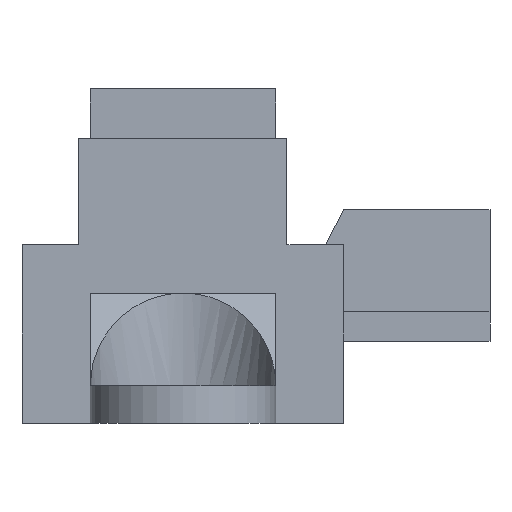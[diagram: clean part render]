
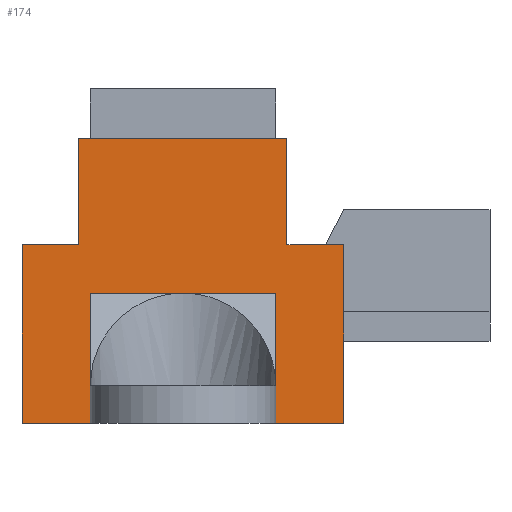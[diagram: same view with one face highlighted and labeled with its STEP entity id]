
A CAD part, left-side view. The second image highlights one B-rep face of the part: STEP entity #174.
In plain terms, the highlighted free-form (B-spline) face has degree [1, 1] with [2, 2] control points.
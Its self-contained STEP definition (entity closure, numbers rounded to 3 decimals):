
#174 = ADVANCED_FACE('',(#175),#268,.T.);
#175 = FACE_BOUND('',#176,.T.);
#176 = EDGE_LOOP('',(#177,#186,#193,#200,#207,#214,#221,#228,#235,#242,
    #249,#256,#263));
#177 = ORIENTED_EDGE('',*,*,#178,.F.);
#178 = EDGE_CURVE('',#179,#181,#183,.T.);
#179 = VERTEX_POINT('',#180);
#180 = CARTESIAN_POINT('',(-15.006,6.613,7.325
    ));
#181 = VERTEX_POINT('',#182);
#182 = CARTESIAN_POINT('',(-15.006,4.273,7.325
    ));
#183 = B_SPLINE_CURVE_WITH_KNOTS('',1,(#184,#185),.UNSPECIFIED.,.F.,.F.,
  (2,2),(-13.,-10.7),.PIECEWISE_BEZIER_KNOTS.);
#184 = CARTESIAN_POINT('',(-15.006,6.613,7.325
    ));
#185 = CARTESIAN_POINT('',(-15.006,4.273,7.325
    ));
#186 = ORIENTED_EDGE('',*,*,#187,.F.);
#187 = EDGE_CURVE('',#188,#179,#190,.T.);
#188 = VERTEX_POINT('',#189);
#189 = CARTESIAN_POINT('',(-15.006,6.613,0.));
#190 = B_SPLINE_CURVE_WITH_KNOTS('',1,(#191,#192),.UNSPECIFIED.,.F.,.F.,
  (2,2),(0.,7.2),.PIECEWISE_BEZIER_KNOTS.);
#191 = CARTESIAN_POINT('',(-15.006,6.613,0.));
#192 = CARTESIAN_POINT('',(-15.006,6.613,7.325
    ));
#193 = ORIENTED_EDGE('',*,*,#194,.F.);
#194 = EDGE_CURVE('',#195,#188,#197,.T.);
#195 = VERTEX_POINT('',#196);
#196 = CARTESIAN_POINT('',(-15.006,3.815,0.));
#197 = B_SPLINE_CURVE_WITH_KNOTS('',1,(#198,#199),.UNSPECIFIED.,.F.,.F.,
  (2,2),(10.25,13.),.PIECEWISE_BEZIER_KNOTS.);
#198 = CARTESIAN_POINT('',(-15.006,3.815,0.));
#199 = CARTESIAN_POINT('',(-15.006,6.613,0.));
#200 = ORIENTED_EDGE('',*,*,#201,.T.);
#201 = EDGE_CURVE('',#195,#202,#204,.T.);
#202 = VERTEX_POINT('',#203);
#203 = CARTESIAN_POINT('',(-15.006,3.815,5.341
    ));
#204 = B_SPLINE_CURVE_WITH_KNOTS('',1,(#205,#206),.UNSPECIFIED.,.F.,.F.,
  (2,2),(-1.313,3.938),.PIECEWISE_BEZIER_KNOTS.);
#205 = CARTESIAN_POINT('',(-15.006,3.815,0.));
#206 = CARTESIAN_POINT('',(-15.006,3.815,5.341
    ));
#207 = ORIENTED_EDGE('',*,*,#208,.T.);
#208 = EDGE_CURVE('',#202,#209,#211,.T.);
#209 = VERTEX_POINT('',#210);
#210 = CARTESIAN_POINT('',(-15.006,0.,
    5.341));
#211 = B_SPLINE_CURVE_WITH_KNOTS('',1,(#212,#213),.UNSPECIFIED.,.F.,.F.,
  (2,2),(-1.65,2.1),.PIECEWISE_BEZIER_KNOTS.);
#212 = CARTESIAN_POINT('',(-15.006,3.815,5.341
    ));
#213 = CARTESIAN_POINT('',(-15.006,0.,
    5.341));
#214 = ORIENTED_EDGE('',*,*,#215,.T.);
#215 = EDGE_CURVE('',#209,#216,#218,.T.);
#216 = VERTEX_POINT('',#217);
#217 = CARTESIAN_POINT('',(-15.006,-3.815,
    5.341));
#218 = B_SPLINE_CURVE_WITH_KNOTS('',1,(#219,#220),.UNSPECIFIED.,.F.,.F.,
  (2,2),(2.1,5.85),.PIECEWISE_BEZIER_KNOTS.);
#219 = CARTESIAN_POINT('',(-15.006,0.,
    5.341));
#220 = CARTESIAN_POINT('',(-15.006,-3.815,
    5.341));
#221 = ORIENTED_EDGE('',*,*,#222,.T.);
#222 = EDGE_CURVE('',#216,#223,#225,.T.);
#223 = VERTEX_POINT('',#224);
#224 = CARTESIAN_POINT('',(-15.006,-3.815,0.));
#225 = B_SPLINE_CURVE_WITH_KNOTS('',1,(#226,#227),.UNSPECIFIED.,.F.,.F.,
  (2,2),(-3.938,1.313),.PIECEWISE_BEZIER_KNOTS.);
#226 = CARTESIAN_POINT('',(-15.006,-3.815,
    5.341));
#227 = CARTESIAN_POINT('',(-15.006,-3.815,0.));
#228 = ORIENTED_EDGE('',*,*,#229,.F.);
#229 = EDGE_CURVE('',#230,#223,#232,.T.);
#230 = VERTEX_POINT('',#231);
#231 = CARTESIAN_POINT('',(-15.006,-6.613,0.));
#232 = B_SPLINE_CURVE_WITH_KNOTS('',1,(#233,#234),.UNSPECIFIED.,.F.,.F.,
  (2,2),(0.,2.75),.PIECEWISE_BEZIER_KNOTS.);
#233 = CARTESIAN_POINT('',(-15.006,-6.613,0.));
#234 = CARTESIAN_POINT('',(-15.006,-3.815,0.));
#235 = ORIENTED_EDGE('',*,*,#236,.T.);
#236 = EDGE_CURVE('',#230,#237,#239,.T.);
#237 = VERTEX_POINT('',#238);
#238 = CARTESIAN_POINT('',(-15.006,-6.613,
    7.325));
#239 = B_SPLINE_CURVE_WITH_KNOTS('',1,(#240,#241),.UNSPECIFIED.,.F.,.F.,
  (2,2),(0.,7.2),.PIECEWISE_BEZIER_KNOTS.);
#240 = CARTESIAN_POINT('',(-15.006,-6.613,0.));
#241 = CARTESIAN_POINT('',(-15.006,-6.613,
    7.325));
#242 = ORIENTED_EDGE('',*,*,#243,.F.);
#243 = EDGE_CURVE('',#244,#237,#246,.T.);
#244 = VERTEX_POINT('',#245);
#245 = CARTESIAN_POINT('',(-15.006,-4.273,
    7.325));
#246 = B_SPLINE_CURVE_WITH_KNOTS('',1,(#247,#248),.UNSPECIFIED.,.F.,.F.,
  (2,2),(-2.3,0.),.PIECEWISE_BEZIER_KNOTS.);
#247 = CARTESIAN_POINT('',(-15.006,-4.273,
    7.325));
#248 = CARTESIAN_POINT('',(-15.006,-6.613,
    7.325));
#249 = ORIENTED_EDGE('',*,*,#250,.T.);
#250 = EDGE_CURVE('',#244,#251,#253,.T.);
#251 = VERTEX_POINT('',#252);
#252 = CARTESIAN_POINT('',(-15.006,-4.273,
    11.7));
#253 = B_SPLINE_CURVE_WITH_KNOTS('',1,(#254,#255),.UNSPECIFIED.,.F.,.F.,
  (2,2),(7.2,11.5),.PIECEWISE_BEZIER_KNOTS.);
#254 = CARTESIAN_POINT('',(-15.006,-4.273,
    7.325));
#255 = CARTESIAN_POINT('',(-15.006,-4.273,
    11.7));
#256 = ORIENTED_EDGE('',*,*,#257,.F.);
#257 = EDGE_CURVE('',#258,#251,#260,.T.);
#258 = VERTEX_POINT('',#259);
#259 = CARTESIAN_POINT('',(-15.006,4.273,
    11.7));
#260 = B_SPLINE_CURVE_WITH_KNOTS('',1,(#261,#262),.UNSPECIFIED.,.F.,.F.,
  (2,2),(-10.7,-2.3),.PIECEWISE_BEZIER_KNOTS.);
#261 = CARTESIAN_POINT('',(-15.006,4.273,
    11.7));
#262 = CARTESIAN_POINT('',(-15.006,-4.273,
    11.7));
#263 = ORIENTED_EDGE('',*,*,#264,.F.);
#264 = EDGE_CURVE('',#181,#258,#265,.T.);
#265 = B_SPLINE_CURVE_WITH_KNOTS('',1,(#266,#267),.UNSPECIFIED.,.F.,.F.,
  (2,2),(7.2,11.5),.PIECEWISE_BEZIER_KNOTS.);
#266 = CARTESIAN_POINT('',(-15.006,4.273,7.325
    ));
#267 = CARTESIAN_POINT('',(-15.006,4.273,
    11.7));
#268 = B_SPLINE_SURFACE_WITH_KNOTS('',1,1,(
    (#269,#270)
    ,(#271,#272
    )),.UNSPECIFIED.,.F.,.F.,.F.,(2,2),(2,2),(-2.3,10.7),(0.,11.5),
  .PIECEWISE_BEZIER_KNOTS.);
#269 = CARTESIAN_POINT('',(-15.006,6.613,0.));
#270 = CARTESIAN_POINT('',(-15.006,6.613,
    11.7));
#271 = CARTESIAN_POINT('',(-15.006,-6.613,0.));
#272 = CARTESIAN_POINT('',(-15.006,-6.613,
    11.7));
